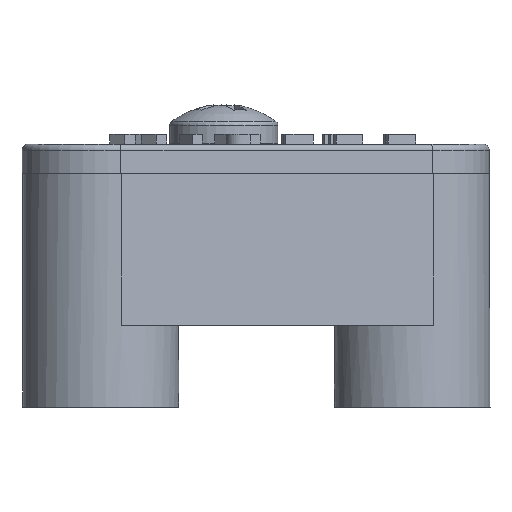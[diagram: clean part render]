
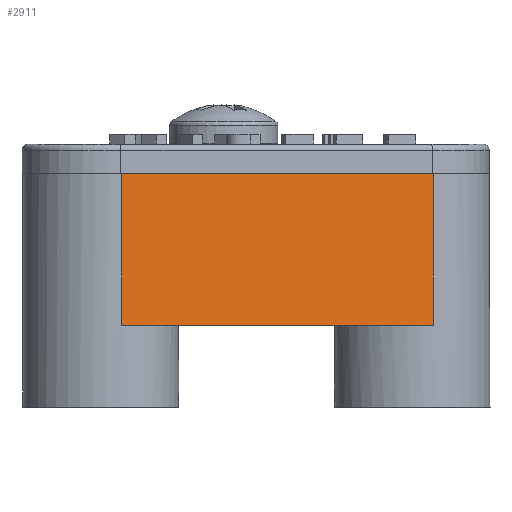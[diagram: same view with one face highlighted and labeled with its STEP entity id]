
A CAD part, front view. The second image highlights one B-rep face of the part: STEP entity #2911.
In plain terms, the highlighted planar face has unit normal (0.271, -0.963, 0).
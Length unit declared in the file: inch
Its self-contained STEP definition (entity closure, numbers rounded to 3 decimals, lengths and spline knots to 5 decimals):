
#175=PLANE($,#3113);
#290=LINE($,#4132,#603);
#291=LINE($,#4138,#604);
#314=LINE($,#4206,#627);
#327=LINE($,#4236,#640);
#603=VECTOR($,#3338,0.30709);
#604=VECTOR($,#3343,0.30709);
#627=VECTOR($,#3396,0.65436);
#640=VECTOR($,#3421,0.65436);
#996=FACE_OUTER_BOUND($,#1170,.T.);
#1170=EDGE_LOOP($,(#2223,#2224,#2225,#2226));
#1422=VERTEX_POINT($,#4125);
#1425=VERTEX_POINT($,#4130);
#1427=VERTEX_POINT($,#4135);
#1428=VERTEX_POINT($,#4137);
#1695=EDGE_CURVE($,#1425,#1422,#290,.T.);
#1697=EDGE_CURVE($,#1427,#1428,#291,.T.);
#1732=EDGE_CURVE($,#1422,#1427,#314,.T.);
#1749=EDGE_CURVE($,#1428,#1425,#327,.T.);
#2223=ORIENTED_EDGE($,*,*,#1749,.F.);
#2224=ORIENTED_EDGE($,*,*,#1697,.F.);
#2225=ORIENTED_EDGE($,*,*,#1732,.F.);
#2226=ORIENTED_EDGE($,*,*,#1695,.F.);
#2911=ADVANCED_FACE($,(#996),#175,.T.);
#3113=AXIS2_PLACEMENT_3D($,#4281,#3473,#3474);
#3338=DIRECTION($,(0.,0.,-1.));
#3343=DIRECTION($,(0.,0.,1.));
#3396=DIRECTION($,(-0.963,-0.271,0.));
#3421=DIRECTION($,(0.963,0.271,0.));
#3473=DIRECTION('center_axis',(0.271,-0.963,0.));
#3474=DIRECTION('ref_axis',(0.,0.,-1.));
#4125=CARTESIAN_POINT('',(0.29633,-0.24309,-0.04508));
#4130=CARTESIAN_POINT('',(0.29633,-0.24309,0.26201));
#4132=CARTESIAN_POINT($,(0.29633,-0.24309,0.26201));
#4135=CARTESIAN_POINT('',(-0.33359,-0.42026,-0.04508));
#4137=CARTESIAN_POINT('',(-0.33359,-0.42026,0.26201));
#4138=CARTESIAN_POINT($,(-0.33359,-0.42026,-0.04508));
#4206=CARTESIAN_POINT($,(0.29633,-0.24309,-0.04508));
#4236=CARTESIAN_POINT($,(-0.33359,-0.42026,0.26201));
#4281=CARTESIAN_POINT('Origin',(-0.33359,-0.42026,-0.04508));
